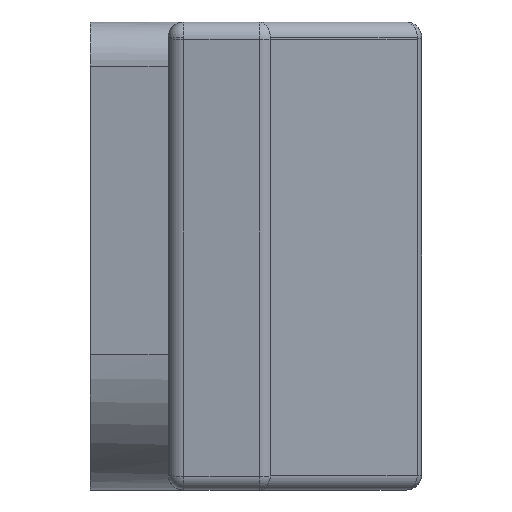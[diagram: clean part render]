
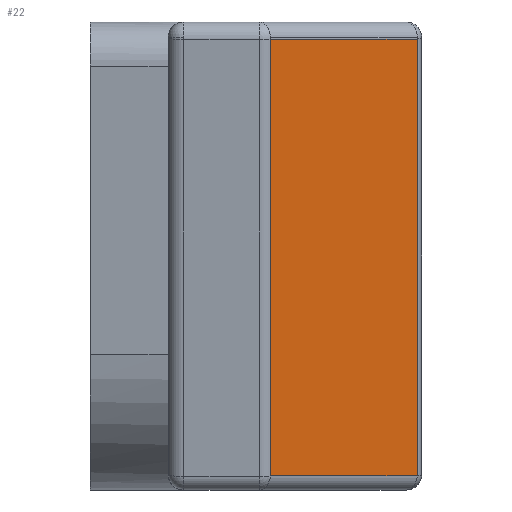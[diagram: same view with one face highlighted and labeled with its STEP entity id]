
A CAD part, left-side view. The second image highlights one B-rep face of the part: STEP entity #22.
In plain terms, the highlighted planar face has unit normal (-0.701, -0.707, -0.093).
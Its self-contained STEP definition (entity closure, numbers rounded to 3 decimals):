
#7 = DIRECTION ( 'NONE',  ( 0.71, -0.704, 0. ) ) ;
#22 = ADVANCED_FACE ( 'NONE', ( #642 ), #33, .T. ) ;
#33 = PLANE ( 'NONE',  #741 ) ;
#39 = EDGE_CURVE ( 'NONE', #1370, #82, #537, .T. ) ;
#82 = VERTEX_POINT ( 'NONE', #798 ) ;
#90 = DIRECTION ( 'NONE',  ( -0.131, 0., 0.991 ) ) ;
#124 = EDGE_LOOP ( 'NONE', ( #356, #519, #507, #1124 ) ) ;
#129 = CARTESIAN_POINT ( 'NONE',  ( -2.597, -0.012, -2.819 ) ) ;
#138 = VECTOR ( 'NONE', #1219, 1000. ) ;
#201 = CARTESIAN_POINT ( 'NONE',  ( -4.545, 1.941, -2.992 ) ) ;
#246 = VECTOR ( 'NONE', #90, 1000. ) ;
#319 = CARTESIAN_POINT ( 'NONE',  ( -4.568, 1.941, -2.819 ) ) ;
#327 = LINE ( 'NONE', #201, #531 ) ;
#342 = CARTESIAN_POINT ( 'NONE',  ( -5.309, 1.941, 2.781 ) ) ;
#356 = ORIENTED_EDGE ( 'NONE', *, *, #1119, .T. ) ;
#455 = CARTESIAN_POINT ( 'NONE',  ( -3.473, 0.059, 3.255 ) ) ;
#478 = VECTOR ( 'NONE', #7, 1000. ) ;
#507 = ORIENTED_EDGE ( 'NONE', *, *, #785, .T. ) ;
#519 = ORIENTED_EDGE ( 'NONE', *, *, #663, .T. ) ;
#531 = VECTOR ( 'NONE', #693, 1000. ) ;
#537 = LINE ( 'NONE', #455, #246 ) ;
#642 = FACE_OUTER_BOUND ( 'NONE', #124, .T. ) ;
#663 = EDGE_CURVE ( 'NONE', #1072, #728, #327, .T. ) ;
#693 = DIRECTION ( 'NONE',  ( 0.131, 0., -0.991 ) ) ;
#728 = VERTEX_POINT ( 'NONE', #319 ) ;
#741 = AXIS2_PLACEMENT_3D ( 'NONE', #1022, #906, #781 ) ;
#781 = DIRECTION ( 'NONE',  ( 0.131, 0., -0.991 ) ) ;
#785 = EDGE_CURVE ( 'NONE', #728, #1370, #972, .T. ) ;
#798 = CARTESIAN_POINT ( 'NONE',  ( -3.41, 0.059, 2.781 ) ) ;
#906 = DIRECTION ( 'NONE',  ( -0.701, -0.707, -0.093 ) ) ;
#972 = LINE ( 'NONE', #129, #478 ) ;
#1022 = CARTESIAN_POINT ( 'NONE',  ( -5.397, 2., 3. ) ) ;
#1072 = VERTEX_POINT ( 'NONE', #342 ) ;
#1119 = EDGE_CURVE ( 'NONE', #82, #1072, #1421, .T. ) ;
#1124 = ORIENTED_EDGE ( 'NONE', *, *, #39, .T. ) ;
#1163 = CARTESIAN_POINT ( 'NONE',  ( -2.668, 0.059, -2.819 ) ) ;
#1219 = DIRECTION ( 'NONE',  ( -0.71, 0.704, 0. ) ) ;
#1370 = VERTEX_POINT ( 'NONE', #1163 ) ;
#1421 = LINE ( 'NONE', #1427, #138 ) ;
#1427 = CARTESIAN_POINT ( 'NONE',  ( -5.383, 2.014, 2.781 ) ) ;
